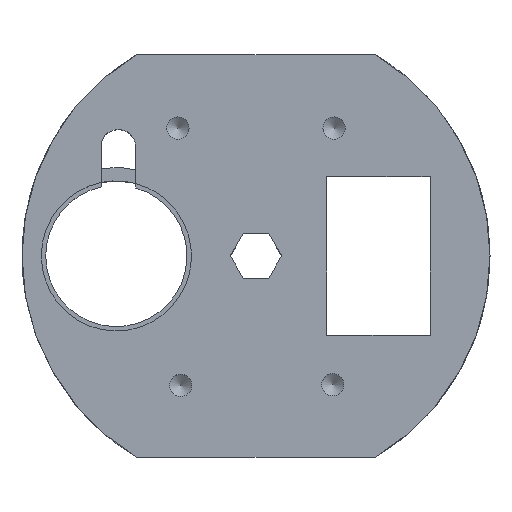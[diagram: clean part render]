
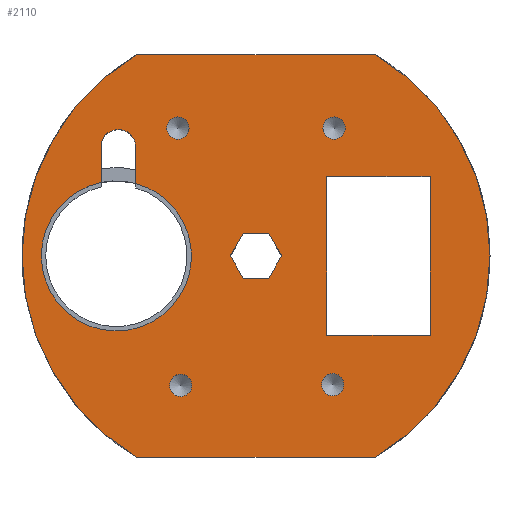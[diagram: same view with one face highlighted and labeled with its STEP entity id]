
A CAD part, top view. The second image highlights one B-rep face of the part: STEP entity #2110.
In plain terms, the highlighted planar face has unit normal (0, 0, 1).
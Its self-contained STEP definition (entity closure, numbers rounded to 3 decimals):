
#34=FACE_BOUND('',#279,.T.);
#35=FACE_BOUND('',#280,.T.);
#36=FACE_BOUND('',#281,.T.);
#37=FACE_BOUND('',#282,.T.);
#38=FACE_BOUND('',#283,.T.);
#39=FACE_BOUND('',#284,.T.);
#40=FACE_BOUND('',#285,.T.);
#75=PLANE('',#2248);
#162=FACE_OUTER_BOUND('',#278,.T.);
#278=EDGE_LOOP('',(#1488,#1489,#1490,#1491));
#279=EDGE_LOOP('',(#1492,#1493,#1494,#1495,#1496,#1497));
#280=EDGE_LOOP('',(#1498,#1499,#1500,#1501,#1502,#1503));
#281=EDGE_LOOP('',(#1504,#1505,#1506,#1507,#1508,#1509,#1510,#1511,#1512,
#1513));
#282=EDGE_LOOP('',(#1514));
#283=EDGE_LOOP('',(#1515));
#284=EDGE_LOOP('',(#1516));
#285=EDGE_LOOP('',(#1517));
#407=LINE('',#3034,#646);
#413=LINE('',#3143,#652);
#417=LINE('',#3206,#656);
#418=LINE('',#3208,#657);
#419=LINE('',#3210,#658);
#420=LINE('',#3212,#659);
#421=LINE('',#3214,#660);
#422=LINE('',#3215,#661);
#423=LINE('',#3218,#662);
#424=LINE('',#3222,#663);
#425=LINE('',#3226,#664);
#426=LINE('',#3230,#665);
#427=LINE('',#3232,#666);
#428=LINE('',#3234,#667);
#429=LINE('',#3236,#668);
#430=LINE('',#3238,#669);
#431=LINE('',#3240,#670);
#432=LINE('',#3242,#671);
#433=LINE('',#3244,#672);
#434=LINE('',#3246,#673);
#435=LINE('',#3247,#674);
#646=VECTOR('',#2423,10.);
#652=VECTOR('',#2431,10.);
#656=VECTOR('',#2441,10.);
#657=VECTOR('',#2442,10.);
#658=VECTOR('',#2443,10.);
#659=VECTOR('',#2444,10.);
#660=VECTOR('',#2445,10.);
#661=VECTOR('',#2446,10.);
#662=VECTOR('',#2447,10.);
#663=VECTOR('',#2450,10.);
#664=VECTOR('',#2453,10.);
#665=VECTOR('',#2456,10.);
#666=VECTOR('',#2457,10.);
#667=VECTOR('',#2458,10.);
#668=VECTOR('',#2459,10.);
#669=VECTOR('',#2460,10.);
#670=VECTOR('',#2461,10.);
#671=VECTOR('',#2462,10.);
#672=VECTOR('',#2463,10.);
#673=VECTOR('',#2464,10.);
#674=VECTOR('',#2465,10.);
#885=CIRCLE('',#2249,26.5);
#886=CIRCLE('',#2250,26.5);
#887=CIRCLE('',#2251,1.99);
#888=CIRCLE('',#2252,1.99);
#889=CIRCLE('',#2253,8.5);
#890=CIRCLE('',#2254,1.265);
#891=CIRCLE('',#2255,1.265);
#892=CIRCLE('',#2256,1.265);
#893=CIRCLE('',#2257,1.265);
#939=VERTEX_POINT('',#3031);
#940=VERTEX_POINT('',#3033);
#951=VERTEX_POINT('',#3140);
#952=VERTEX_POINT('',#3142);
#959=VERTEX_POINT('',#3204);
#960=VERTEX_POINT('',#3205);
#961=VERTEX_POINT('',#3207);
#962=VERTEX_POINT('',#3209);
#963=VERTEX_POINT('',#3211);
#964=VERTEX_POINT('',#3213);
#965=VERTEX_POINT('',#3216);
#966=VERTEX_POINT('',#3217);
#967=VERTEX_POINT('',#3219);
#968=VERTEX_POINT('',#3221);
#969=VERTEX_POINT('',#3223);
#970=VERTEX_POINT('',#3225);
#971=VERTEX_POINT('',#3228);
#972=VERTEX_POINT('',#3229);
#973=VERTEX_POINT('',#3231);
#974=VERTEX_POINT('',#3233);
#975=VERTEX_POINT('',#3235);
#976=VERTEX_POINT('',#3237);
#977=VERTEX_POINT('',#3239);
#978=VERTEX_POINT('',#3241);
#979=VERTEX_POINT('',#3243);
#980=VERTEX_POINT('',#3245);
#981=VERTEX_POINT('',#3248);
#982=VERTEX_POINT('',#3250);
#983=VERTEX_POINT('',#3252);
#984=VERTEX_POINT('',#3254);
#1151=EDGE_CURVE('',#940,#939,#407,.T.);
#1163=EDGE_CURVE('',#952,#951,#413,.T.);
#1171=EDGE_CURVE('',#939,#952,#885,.T.);
#1172=EDGE_CURVE('',#951,#940,#886,.T.);
#1173=EDGE_CURVE('',#959,#960,#417,.T.);
#1174=EDGE_CURVE('',#960,#961,#418,.T.);
#1175=EDGE_CURVE('',#961,#962,#419,.T.);
#1176=EDGE_CURVE('',#962,#963,#420,.T.);
#1177=EDGE_CURVE('',#963,#964,#421,.T.);
#1178=EDGE_CURVE('',#964,#959,#422,.T.);
#1179=EDGE_CURVE('',#965,#966,#423,.T.);
#1180=EDGE_CURVE('',#966,#967,#887,.T.);
#1181=EDGE_CURVE('',#967,#968,#424,.T.);
#1182=EDGE_CURVE('',#968,#969,#888,.T.);
#1183=EDGE_CURVE('',#969,#970,#425,.T.);
#1184=EDGE_CURVE('',#970,#965,#889,.T.);
#1185=EDGE_CURVE('',#971,#972,#426,.T.);
#1186=EDGE_CURVE('',#972,#973,#427,.T.);
#1187=EDGE_CURVE('',#973,#974,#428,.T.);
#1188=EDGE_CURVE('',#974,#975,#429,.T.);
#1189=EDGE_CURVE('',#975,#976,#430,.T.);
#1190=EDGE_CURVE('',#976,#977,#431,.T.);
#1191=EDGE_CURVE('',#977,#978,#432,.T.);
#1192=EDGE_CURVE('',#978,#979,#433,.T.);
#1193=EDGE_CURVE('',#979,#980,#434,.T.);
#1194=EDGE_CURVE('',#980,#971,#435,.T.);
#1195=EDGE_CURVE('',#981,#981,#890,.T.);
#1196=EDGE_CURVE('',#982,#982,#891,.T.);
#1197=EDGE_CURVE('',#983,#983,#892,.T.);
#1198=EDGE_CURVE('',#984,#984,#893,.T.);
#1488=ORIENTED_EDGE('',*,*,#1151,.T.);
#1489=ORIENTED_EDGE('',*,*,#1171,.T.);
#1490=ORIENTED_EDGE('',*,*,#1163,.T.);
#1491=ORIENTED_EDGE('',*,*,#1172,.T.);
#1492=ORIENTED_EDGE('',*,*,#1173,.T.);
#1493=ORIENTED_EDGE('',*,*,#1174,.T.);
#1494=ORIENTED_EDGE('',*,*,#1175,.T.);
#1495=ORIENTED_EDGE('',*,*,#1176,.T.);
#1496=ORIENTED_EDGE('',*,*,#1177,.T.);
#1497=ORIENTED_EDGE('',*,*,#1178,.T.);
#1498=ORIENTED_EDGE('',*,*,#1179,.T.);
#1499=ORIENTED_EDGE('',*,*,#1180,.T.);
#1500=ORIENTED_EDGE('',*,*,#1181,.T.);
#1501=ORIENTED_EDGE('',*,*,#1182,.T.);
#1502=ORIENTED_EDGE('',*,*,#1183,.T.);
#1503=ORIENTED_EDGE('',*,*,#1184,.T.);
#1504=ORIENTED_EDGE('',*,*,#1185,.T.);
#1505=ORIENTED_EDGE('',*,*,#1186,.T.);
#1506=ORIENTED_EDGE('',*,*,#1187,.T.);
#1507=ORIENTED_EDGE('',*,*,#1188,.T.);
#1508=ORIENTED_EDGE('',*,*,#1189,.T.);
#1509=ORIENTED_EDGE('',*,*,#1190,.T.);
#1510=ORIENTED_EDGE('',*,*,#1191,.T.);
#1511=ORIENTED_EDGE('',*,*,#1192,.T.);
#1512=ORIENTED_EDGE('',*,*,#1193,.T.);
#1513=ORIENTED_EDGE('',*,*,#1194,.T.);
#1514=ORIENTED_EDGE('',*,*,#1195,.T.);
#1515=ORIENTED_EDGE('',*,*,#1196,.T.);
#1516=ORIENTED_EDGE('',*,*,#1197,.T.);
#1517=ORIENTED_EDGE('',*,*,#1198,.T.);
#2110=ADVANCED_FACE('',(#162,#34,#35,#36,#37,#38,#39,#40),#75,.T.);
#2248=AXIS2_PLACEMENT_3D('',#3201,#2435,#2436);
#2249=AXIS2_PLACEMENT_3D('',#3202,#2437,#2438);
#2250=AXIS2_PLACEMENT_3D('',#3203,#2439,#2440);
#2251=AXIS2_PLACEMENT_3D('',#3220,#2448,#2449);
#2252=AXIS2_PLACEMENT_3D('',#3224,#2451,#2452);
#2253=AXIS2_PLACEMENT_3D('',#3227,#2454,#2455);
#2254=AXIS2_PLACEMENT_3D('',#3249,#2466,#2467);
#2255=AXIS2_PLACEMENT_3D('',#3251,#2468,#2469);
#2256=AXIS2_PLACEMENT_3D('',#3253,#2470,#2471);
#2257=AXIS2_PLACEMENT_3D('',#3255,#2472,#2473);
#2423=DIRECTION('',(-1.,0.,0.));
#2431=DIRECTION('',(1.,0.,0.));
#2435=DIRECTION('center_axis',(0.,0.,1.));
#2436=DIRECTION('ref_axis',(1.,0.,0.));
#2437=DIRECTION('center_axis',(0.,0.,1.));
#2438=DIRECTION('ref_axis',(1.,0.,0.));
#2439=DIRECTION('center_axis',(0.,0.,1.));
#2440=DIRECTION('ref_axis',(1.,0.,0.));
#2441=DIRECTION('',(1.,0.,0.));
#2442=DIRECTION('',(0.5,-0.866,0.));
#2443=DIRECTION('',(-0.5,-0.866,0.));
#2444=DIRECTION('',(-1.,0.,0.));
#2445=DIRECTION('',(-0.5,0.866,0.));
#2446=DIRECTION('',(0.5,0.866,0.));
#2447=DIRECTION('',(0.,1.,0.));
#2448=DIRECTION('center_axis',(0.,0.,-1.));
#2449=DIRECTION('ref_axis',(0.,1.,0.));
#2450=DIRECTION('',(1.,0.,0.));
#2451=DIRECTION('center_axis',(0.,0.,-1.));
#2452=DIRECTION('ref_axis',(1.,0.,0.));
#2453=DIRECTION('',(0.,-1.,0.));
#2454=DIRECTION('center_axis',(0.,0.,
-1.));
#2455=DIRECTION('ref_axis',(1.,0.,0.));
#2456=DIRECTION('',(0.,-1.,0.));
#2457=DIRECTION('',(1.,0.,0.));
#2458=DIRECTION('',(0.,-1.,0.));
#2459=DIRECTION('',(-1.,0.,0.));
#2460=DIRECTION('',(0.,1.,0.));
#2461=DIRECTION('',(-1.,0.,0.));
#2462=DIRECTION('',(0.,1.,0.));
#2463=DIRECTION('',(1.,0.,0.));
#2464=DIRECTION('',(0.,1.,0.));
#2465=DIRECTION('',(1.,0.,0.));
#2466=DIRECTION('center_axis',(0.,0.,-1.));
#2467=DIRECTION('ref_axis',(1.,0.,0.));
#2468=DIRECTION('center_axis',(0.,0.,-1.));
#2469=DIRECTION('ref_axis',(1.,0.,0.));
#2470=DIRECTION('center_axis',(0.,0.,-1.));
#2471=DIRECTION('ref_axis',(1.,0.,0.));
#2472=DIRECTION('center_axis',(0.,0.,-1.));
#2473=DIRECTION('ref_axis',(1.,0.,0.));
#3031=CARTESIAN_POINT('',(-13.51,22.798,0.));
#3033=CARTESIAN_POINT('',(13.51,22.798,0.));
#3034=CARTESIAN_POINT('',(6.915,22.798,0.));
#3140=CARTESIAN_POINT('',(13.51,-22.798,0.));
#3142=CARTESIAN_POINT('',(-13.51,-22.798,0.));
#3143=CARTESIAN_POINT('',(-6.915,-22.798,0.));
#3201=CARTESIAN_POINT('Origin',(0.,0.,0.));
#3202=CARTESIAN_POINT('Origin',(0.,0.,0.));
#3203=CARTESIAN_POINT('Origin',(0.,0.,0.));
#3204=CARTESIAN_POINT('',(-1.452,2.515,0.));
#3205=CARTESIAN_POINT('',(1.452,2.515,0.));
#3206=CARTESIAN_POINT('',(1.452,2.515,0.));
#3207=CARTESIAN_POINT('',(2.904,0.,0.));
#3208=CARTESIAN_POINT('',(2.904,0.,0.));
#3209=CARTESIAN_POINT('',(1.452,-2.515,0.));
#3210=CARTESIAN_POINT('',(1.452,-2.515,0.));
#3211=CARTESIAN_POINT('',(-1.452,-2.515,0.));
#3212=CARTESIAN_POINT('',(-1.452,-2.515,0.));
#3213=CARTESIAN_POINT('',(-2.904,0.,0.));
#3214=CARTESIAN_POINT('',(-2.904,0.,0.));
#3215=CARTESIAN_POINT('',(-1.452,2.515,0.));
#3216=CARTESIAN_POINT('',(-17.499,8.329,0.));
#3217=CARTESIAN_POINT('',(-17.498,12.941,0.));
#3218=CARTESIAN_POINT('',(-17.499,4.165,0.));
#3219=CARTESIAN_POINT('',(-15.611,14.3,0.));
#3220=CARTESIAN_POINT('Origin',(-15.611,12.31,0.));
#3221=CARTESIAN_POINT('',(-15.591,14.3,0.));
#3222=CARTESIAN_POINT('',(-15.611,14.3,0.));
#3223=CARTESIAN_POINT('',(-13.601,12.31,0.));
#3224=CARTESIAN_POINT('Origin',(-15.591,12.31,0.));
#3225=CARTESIAN_POINT('',(-13.601,8.205,0.));
#3226=CARTESIAN_POINT('',(-13.601,12.31,0.));
#3227=CARTESIAN_POINT('Origin',(-15.814,-0.002,
0.));
#3228=CARTESIAN_POINT('',(17.147,9.015,0.));
#3229=CARTESIAN_POINT('',(17.147,9.,0.));
#3230=CARTESIAN_POINT('',(17.147,4.5,0.));
#3231=CARTESIAN_POINT('',(19.747,9.,0.));
#3232=CARTESIAN_POINT('',(9.874,9.,0.));
#3233=CARTESIAN_POINT('',(19.747,-9.,0.));
#3234=CARTESIAN_POINT('',(19.747,-4.5,0.));
#3235=CARTESIAN_POINT('',(15.647,-9.,0.));
#3236=CARTESIAN_POINT('',(7.824,-9.,0.));
#3237=CARTESIAN_POINT('',(15.647,-9.,0.));
#3238=CARTESIAN_POINT('',(15.647,-4.5,0.));
#3239=CARTESIAN_POINT('',(8.,-9.,0.));
#3240=CARTESIAN_POINT('',(4.,-9.,0.));
#3241=CARTESIAN_POINT('',(8.,9.,0.));
#3242=CARTESIAN_POINT('',(8.,4.5,0.));
#3243=CARTESIAN_POINT('',(13.451,9.,0.));
#3244=CARTESIAN_POINT('',(6.725,9.,0.));
#3245=CARTESIAN_POINT('',(13.451,9.015,0.));
#3246=CARTESIAN_POINT('',(13.451,4.507,0.));
#3247=CARTESIAN_POINT('',(8.574,9.015,0.));
#3248=CARTESIAN_POINT('',(7.428,-14.573,0.));
#3249=CARTESIAN_POINT('Origin',(8.693,-14.573,0.));
#3250=CARTESIAN_POINT('',(7.575,14.484,0.));
#3251=CARTESIAN_POINT('Origin',(8.839,14.484,0.));
#3252=CARTESIAN_POINT('',(-10.104,14.484,0.));
#3253=CARTESIAN_POINT('Origin',(-8.839,14.484,0.));
#3254=CARTESIAN_POINT('',(-9.795,-14.668,0.));
#3255=CARTESIAN_POINT('Origin',(-8.531,-14.668,0.));
